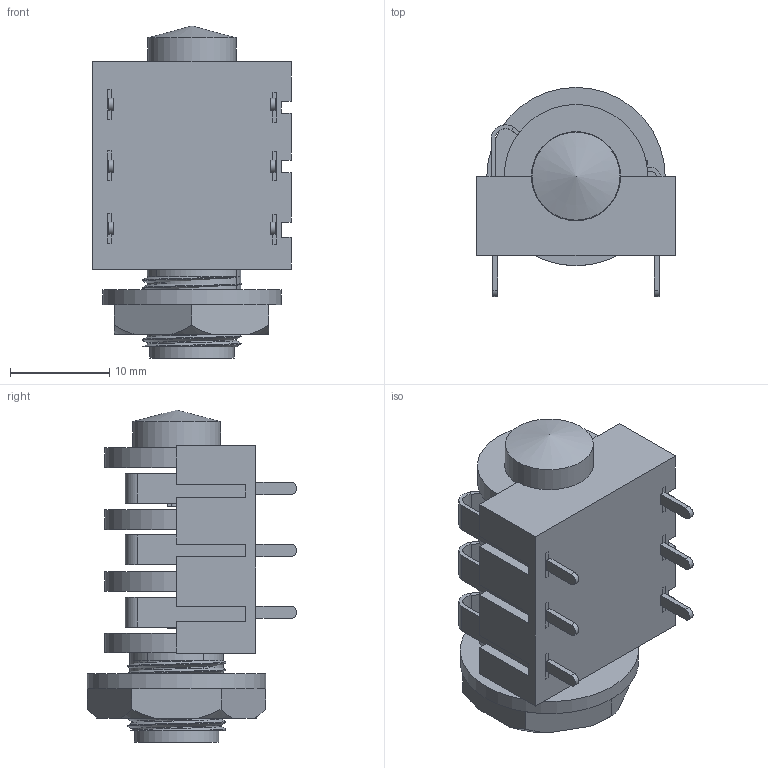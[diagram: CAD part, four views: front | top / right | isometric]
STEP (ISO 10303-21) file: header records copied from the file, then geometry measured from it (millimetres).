
FILE_DESCRIPTION(/* description */ (''),/* implementation_level */ '2;1');
FILE_NAME(/* name */ 'ACJS-PH v28.step',/* time_stamp */ '2018-10-20T01:12:30+01:00',/* author */ (''),/* organization */ (''),/* preprocessor_version */ 'ST-DEVELOPER v17.2',/* originating_system */ 'Autodesk Translation Framework v7.6.0.251',/* authorisation */ '');
FILE_SCHEMA (('AUTOMOTIVE_DESIGN { 1 0 10303 214 3 1 1 }'));
Length unit declared in the file: millimetre
Products named in the file (3): ACJS-PH; JackConnector-female-6.35-entrance-threaded; nut
Assembly tree (2 placements, depth 2):
  ACJS-PH
    JackConnector-female-6.35-entrance-threaded
    nut
Bounding box: 20 x 21.14 x 33.5 mm (x, y, z)
Volume: 4962.8 mm3; surface area: 6795.9 mm2
Topology: 27 solids, 27 shells, 289 faces, 693 edges, 459 vertices
Faces by surface type: plane 191, cylinder 82, bspline 9, cone 7
Full cylindrical faces by diameter (mm): 6.5 x3, 8.498 x2, 8.526 x2, 8.88 x1, 9 x4, 9.047 x11, 9.908 x9, 10.198 x1, 11.122 x2, 14.487 x4, 18 x1
Entity records: 10806 total; most frequent: CARTESIAN_POINT 4022, ORIENTED_EDGE 1384, DIRECTION 1306, EDGE_CURVE 692, LINE 486, VECTOR 486, VERTEX_POINT 459, AXIS2_PLACEMENT_3D 410
